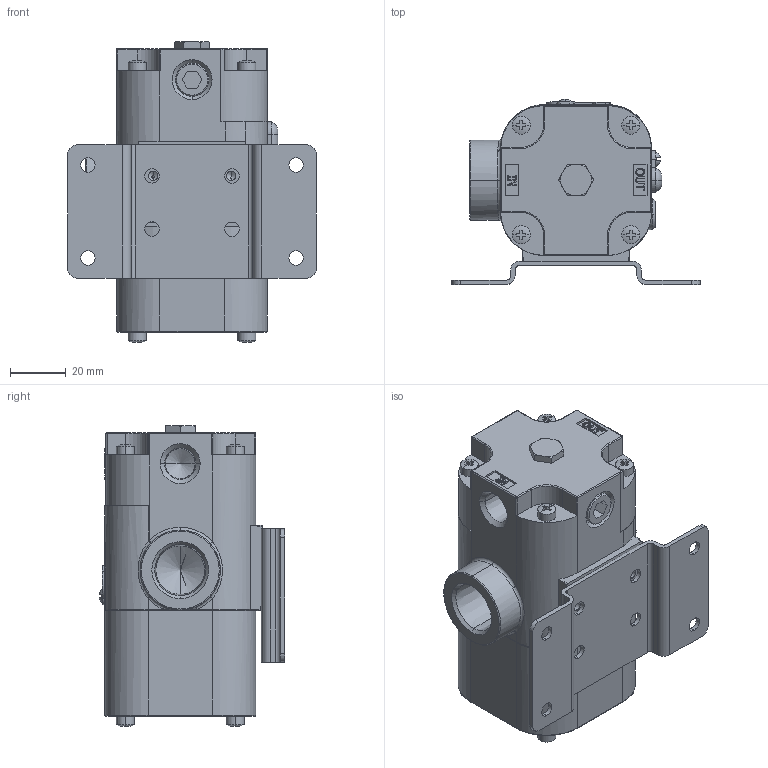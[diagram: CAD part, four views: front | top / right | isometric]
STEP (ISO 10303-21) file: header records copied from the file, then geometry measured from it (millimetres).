
FILE_DESCRIPTION (( 'STEP AP214' ), '1' );
FILE_NAME ('NCP1-20-3120N.STEP', '2017-03-30T13:10:31', ( '' ), ( '' ), 'SwSTEP 2.0', 'SolidWorks 2016', '' );
FILE_SCHEMA (( 'AUTOMOTIVE_DESIGN' ));
Length unit declared in the file: millimetre
Products named in the file (1): NCP1-20-3120N
Bounding box: 88.9 x 66.37 x 107.68 mm (x, y, z)
Volume: 275804.3 mm3; surface area: 41586 mm2
Topology: 11 solids, 13 shells, 677 faces, 1762 edges, 1133 vertices
Faces by surface type: plane 371, cylinder 143, bspline 73, torus 50, cone 33, sphere 7
Entity records: 25315 total; most frequent: CARTESIAN_POINT 6178, ORIENTED_EDGE 3498, DIRECTION 3060, EDGE_CURVE 1749, VERTEX_POINT 1133, LINE 1042, VECTOR 1042, AXIS2_PLACEMENT_3D 1009
